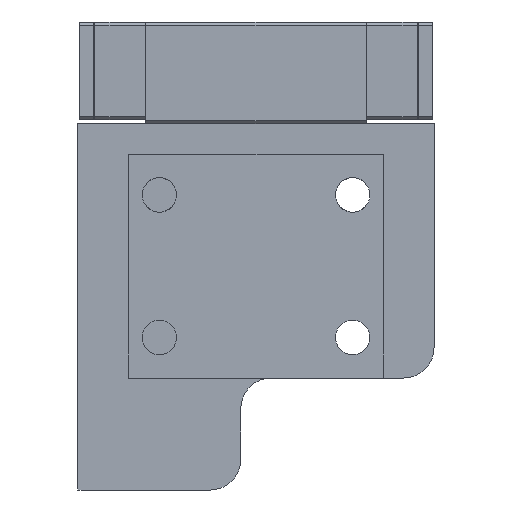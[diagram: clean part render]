
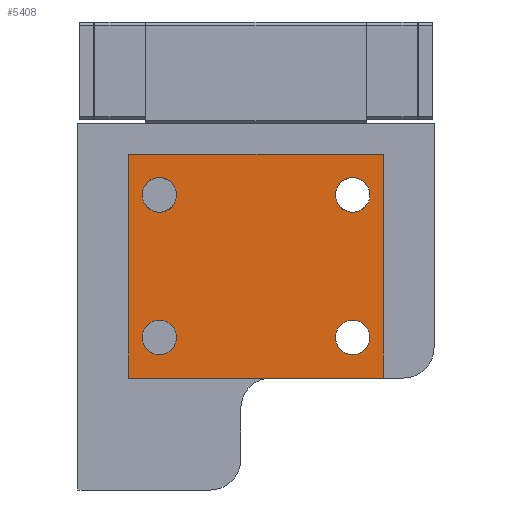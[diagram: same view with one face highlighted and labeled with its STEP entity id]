
A CAD part, left-side view. The second image highlights one B-rep face of the part: STEP entity #5408.
In plain terms, the highlighted planar face has unit normal (-1, 0, 0).
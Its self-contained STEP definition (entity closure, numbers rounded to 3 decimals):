
#107=FACE_BOUND('',#703,.T.);
#108=FACE_BOUND('',#704,.T.);
#109=FACE_BOUND('',#705,.T.);
#110=FACE_BOUND('',#706,.T.);
#388=FACE_OUTER_BOUND('',#702,.T.);
#702=EDGE_LOOP('',(#4899,#4900,#4901,#4902));
#703=EDGE_LOOP('',(#4903));
#704=EDGE_LOOP('',(#4904));
#705=EDGE_LOOP('',(#4905));
#706=EDGE_LOOP('',(#4906));
#795=CIRCLE('',#5713,1.7);
#802=CIRCLE('',#5721,1.7);
#809=CIRCLE('',#5729,1.7);
#816=CIRCLE('',#5737,1.7);
#1448=LINE('',#8753,#2097);
#1468=LINE('',#8784,#2117);
#1470=LINE('',#8788,#2119);
#1471=LINE('',#8790,#2120);
#2097=VECTOR('',#7207,10.);
#2117=VECTOR('',#7247,10.);
#2119=VECTOR('',#7251,10.);
#2120=VECTOR('',#7254,10.);
#2456=VERTEX_POINT('',#8323);
#2469=VERTEX_POINT('',#8351);
#2482=VERTEX_POINT('',#8379);
#2495=VERTEX_POINT('',#8407);
#2608=VERTEX_POINT('',#8750);
#2609=VERTEX_POINT('',#8752);
#2610=VERTEX_POINT('',#8782);
#2611=VERTEX_POINT('',#8786);
#3141=EDGE_CURVE('',#2456,#2456,#795,.T.);
#3155=EDGE_CURVE('',#2469,#2469,#802,.T.);
#3169=EDGE_CURVE('',#2482,#2482,#809,.T.);
#3183=EDGE_CURVE('',#2495,#2495,#816,.T.);
#3353=EDGE_CURVE('',#2608,#2609,#1448,.T.);
#3373=EDGE_CURVE('',#2610,#2608,#1468,.T.);
#3375=EDGE_CURVE('',#2611,#2610,#1470,.T.);
#3376=EDGE_CURVE('',#2609,#2611,#1471,.T.);
#4899=ORIENTED_EDGE('',*,*,#3376,.F.);
#4900=ORIENTED_EDGE('',*,*,#3353,.F.);
#4901=ORIENTED_EDGE('',*,*,#3373,.F.);
#4902=ORIENTED_EDGE('',*,*,#3375,.F.);
#4903=ORIENTED_EDGE('',*,*,#3141,.T.);
#4904=ORIENTED_EDGE('',*,*,#3155,.T.);
#4905=ORIENTED_EDGE('',*,*,#3169,.T.);
#4906=ORIENTED_EDGE('',*,*,#3183,.T.);
#5130=PLANE('',#5817);
#5408=ADVANCED_FACE('',(#388,#107,#108,#109,#110),#5130,.F.);
#5713=AXIS2_PLACEMENT_3D('',#8324,#6839,#6840);
#5721=AXIS2_PLACEMENT_3D('',#8352,#6862,#6863);
#5729=AXIS2_PLACEMENT_3D('',#8380,#6885,#6886);
#5737=AXIS2_PLACEMENT_3D('',#8408,#6908,#6909);
#5817=AXIS2_PLACEMENT_3D('',#8791,#7255,#7256);
#6839=DIRECTION('center_axis',(1.,0.,0.));
#6840=DIRECTION('ref_axis',(0.,0.,-1.));
#6862=DIRECTION('center_axis',(1.,0.,0.));
#6863=DIRECTION('ref_axis',(0.,0.,-1.));
#6885=DIRECTION('center_axis',(1.,0.,0.));
#6886=DIRECTION('ref_axis',(0.,0.,-1.));
#6908=DIRECTION('center_axis',(1.,0.,0.));
#6909=DIRECTION('ref_axis',(0.,0.,-1.));
#7207=DIRECTION('',(0.,0.,1.));
#7247=DIRECTION('',(0.,1.,0.));
#7251=DIRECTION('',(0.,0.,-1.));
#7254=DIRECTION('',(0.,-1.,0.));
#7255=DIRECTION('center_axis',(1.,0.,0.));
#7256=DIRECTION('ref_axis',(0.,0.,-1.));
#8323=CARTESIAN_POINT('',(-247.2,-258.,216.7));
#8324=CARTESIAN_POINT('Origin',(-247.2,-258.,215.));
#8351=CARTESIAN_POINT('',(-247.2,-277.,202.7));
#8352=CARTESIAN_POINT('Origin',(-247.2,-277.,201.));
#8379=CARTESIAN_POINT('',(-247.2,-258.,202.7));
#8380=CARTESIAN_POINT('Origin',(-247.2,-258.,201.));
#8407=CARTESIAN_POINT('',(-247.2,-277.,216.7));
#8408=CARTESIAN_POINT('Origin',(-247.2,-277.,215.));
#8750=CARTESIAN_POINT('',(-247.2,-255.,197.));
#8752=CARTESIAN_POINT('',(-247.2,-255.,219.));
#8753=CARTESIAN_POINT('',(-247.2,-255.,197.));
#8782=CARTESIAN_POINT('',(-247.2,-280.,197.));
#8784=CARTESIAN_POINT('',(-247.2,-280.,197.));
#8786=CARTESIAN_POINT('',(-247.2,-280.,219.));
#8788=CARTESIAN_POINT('',(-247.2,-280.,219.));
#8790=CARTESIAN_POINT('',(-247.2,-255.,219.));
#8791=CARTESIAN_POINT('Origin',(-247.2,-267.5,208.));
